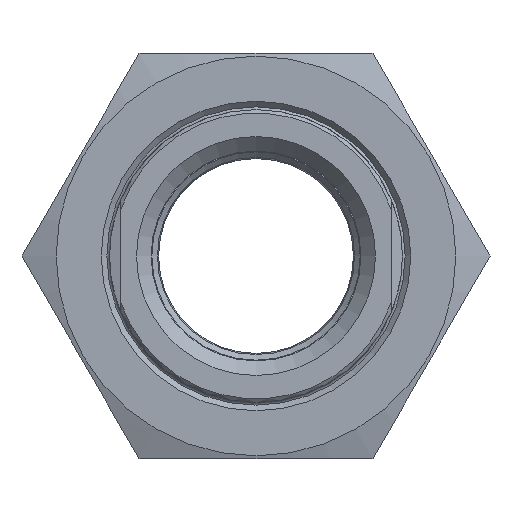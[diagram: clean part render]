
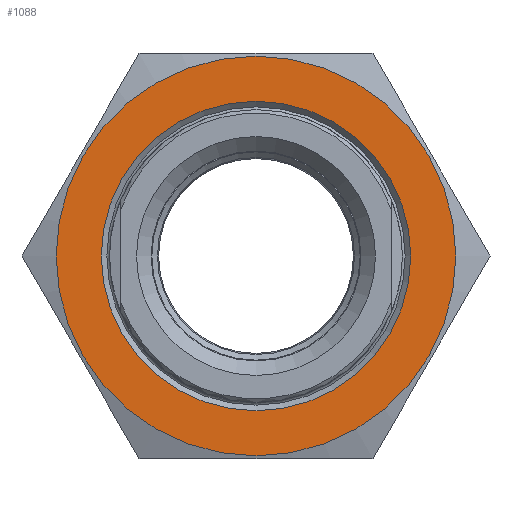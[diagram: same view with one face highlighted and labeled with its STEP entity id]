
A CAD part, left-side view. The second image highlights one B-rep face of the part: STEP entity #1088.
In plain terms, the highlighted planar face has unit normal (-1, 0, 0).
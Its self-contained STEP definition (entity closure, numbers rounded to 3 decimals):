
#55=FACE_BOUND('',#188,.T.);
#83=PLANE('',#1240);
#116=FACE_OUTER_BOUND('',#187,.T.);
#187=EDGE_LOOP('',(#782));
#188=EDGE_LOOP('',(#783));
#378=CIRCLE('',#1223,17.75);
#383=CIRCLE('',#1235,13.75);
#474=VERTEX_POINT('',#1819);
#480=VERTEX_POINT('',#1850);
#581=EDGE_CURVE('',#474,#474,#378,.T.);
#594=EDGE_CURVE('',#480,#480,#383,.T.);
#782=ORIENTED_EDGE('',*,*,#581,.T.);
#783=ORIENTED_EDGE('',*,*,#594,.F.);
#1088=ADVANCED_FACE('',(#116,#55),#83,.F.);
#1223=AXIS2_PLACEMENT_3D('',#1821,#1398,#1399);
#1235=AXIS2_PLACEMENT_3D('',#1851,#1428,#1429);
#1240=AXIS2_PLACEMENT_3D('',#1861,#1440,#1441);
#1398=DIRECTION('center_axis',(-1.,0.,0.));
#1399=DIRECTION('ref_axis',(0.,1.,0.));
#1428=DIRECTION('center_axis',(-1.,0.,0.));
#1429=DIRECTION('ref_axis',(0.,-1.,0.));
#1440=DIRECTION('center_axis',(1.,0.,0.));
#1441=DIRECTION('ref_axis',(0.,0.,-1.));
#1819=CARTESIAN_POINT('',(-7.75,-17.75,0.));
#1821=CARTESIAN_POINT('Origin',(-7.75,0.,0.));
#1850=CARTESIAN_POINT('',(-7.75,13.75,0.));
#1851=CARTESIAN_POINT('Origin',(-7.75,0.,0.));
#1861=CARTESIAN_POINT('Origin',(-7.75,0.,0.));
